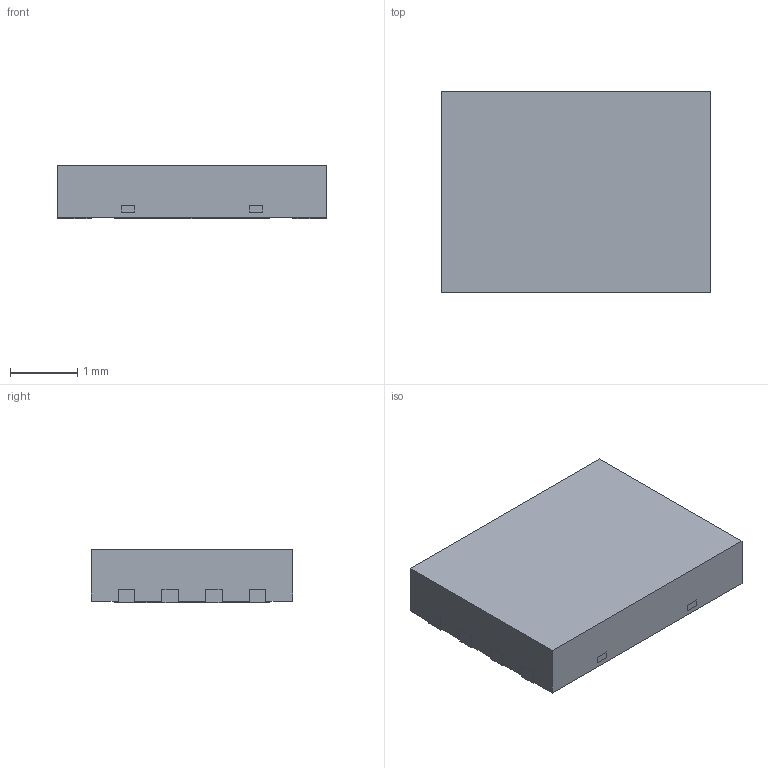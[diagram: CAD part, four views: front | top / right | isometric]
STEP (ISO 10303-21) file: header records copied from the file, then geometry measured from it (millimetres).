
FILE_DESCRIPTION((''),'2;1');
FILE_NAME('DPJ0008A_ASM','2019-04-01T09:36:24',('a0412086'),(''),'CREO PARAMETRIC BY PTC INC, 2018020','CREO PARAMETRIC BY PTC INC, 2018020','');
FILE_SCHEMA(('AUTOMOTIVE_DESIGN { 1 0 10303 214 1 1 1 1 }'));
Length unit declared in the file: millimetre
Products named in the file (4): FRAME; BODY; PIN1_AREA; DPJ0008A_ASM
Assembly tree (3 placements, depth 2):
  DPJ0008A_ASM
    FRAME
    BODY
    PIN1_AREA
Bounding box: 4 x 3 x 0.8 mm (x, y, z)
Volume: 9.5 mm3; surface area: 54.7 mm2
Topology: 14 solids, 14 shells, 175 faces, 426 edges, 284 vertices
Faces by surface type: plane 143, cylinder 32
Entity records: 6925 total; most frequent: CARTESIAN_POINT 935, DIRECTION 906, ORIENTED_EDGE 852, PRESENTATION_STYLE_ASSIGNMENT 453, STYLED_ITEM 441, CURVE_STYLE 426, EDGE_CURVE 426, VECTOR 362
